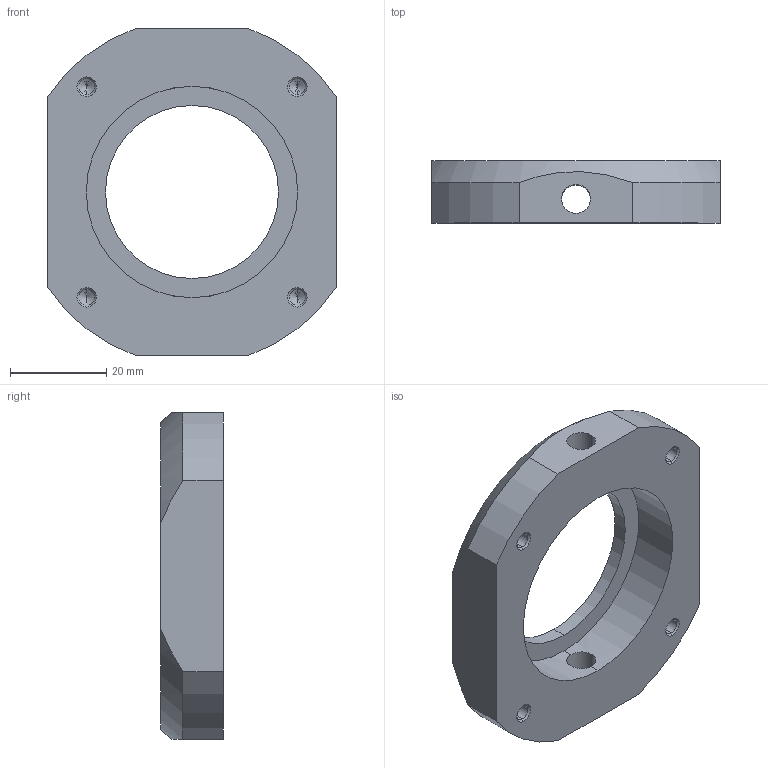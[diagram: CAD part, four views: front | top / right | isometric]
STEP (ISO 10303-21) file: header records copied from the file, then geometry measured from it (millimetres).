
FILE_DESCRIPTION (( 'STEP AP214' ), '1' );
FILE_NAME ('PER3-USI-008A-SUPPORT PIVOT 1.STEP', '2021-07-29T07:09:22', ( '' ), ( '' ), 'SwSTEP 2.0', 'SolidWorks 2021', '' );
FILE_SCHEMA (( 'AUTOMOTIVE_DESIGN' ));
Length unit declared in the file: millimetre
Products named in the file (1): PER3-USI-008A-SUPPORT PIVOT 1
Bounding box: 60 x 13 x 68 mm (x, y, z)
Volume: 27490.6 mm3; surface area: 10301.1 mm2
Topology: 1 solids, 1 shells, 46 faces, 119 edges, 70 vertices
Faces by surface type: cylinder 20, cone 19, plane 7
Entity records: 1633 total; most frequent: CARTESIAN_POINT 411, DIRECTION 237, ORIENTED_EDGE 222, EDGE_CURVE 111, AXIS2_PLACEMENT_3D 94, VERTEX_POINT 70, EDGE_LOOP 55, VECTOR 49
